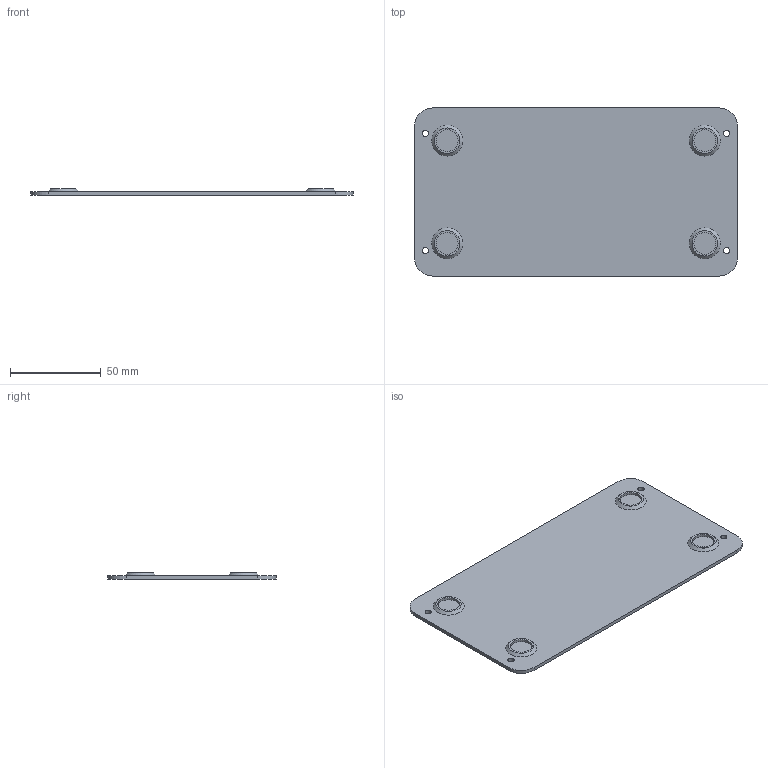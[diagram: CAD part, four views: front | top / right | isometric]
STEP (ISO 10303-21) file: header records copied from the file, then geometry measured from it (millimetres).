
FILE_DESCRIPTION(('FreeCAD Model'),'2;1');
FILE_NAME('Open CASCADE Shape Model','2024-11-23T21:58:45',('Author'),( ''),'Open CASCADE STEP processor 7.8','FreeCAD','Unknown');
FILE_SCHEMA(('AUTOMOTIVE_DESIGN { 1 0 10303 214 1 1 1 1 }'));
Length unit declared in the file: millimetre
Products named in the file (1): BottomLid
Bounding box: 177.8 x 92.52 x 3.5 mm (x, y, z)
Volume: 33109.6 mm3; surface area: 34135.9 mm2
Topology: 1 solids, 1 shells, 34 faces, 68 edges, 44 vertices
Faces by surface type: cylinder 16, plane 14, cone 4
Full cylindrical faces by diameter (mm): 3.4 x4, 12 x4, 14 x4
Entity records: 934 total; most frequent: DIRECTION 174, CARTESIAN_POINT 147, ORIENTED_EDGE 136, AXIS2_PLACEMENT_3D 71, EDGE_CURVE 68, FACE_BOUND 50, EDGE_LOOP 50, VERTEX_POINT 44
